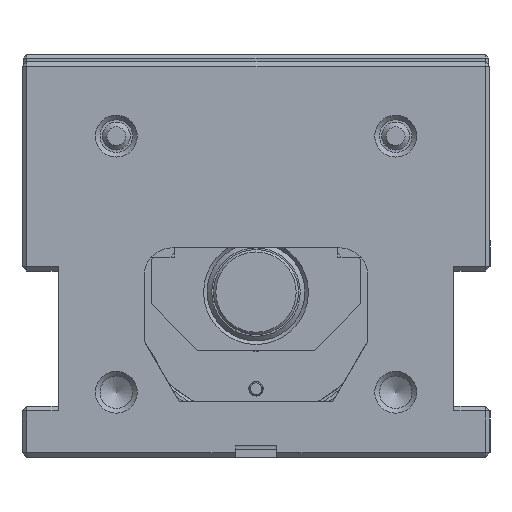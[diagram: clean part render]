
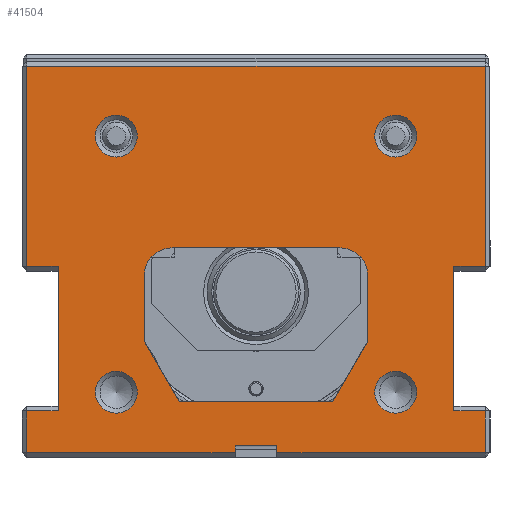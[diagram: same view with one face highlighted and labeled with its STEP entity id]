
A CAD part, left-side view. The second image highlights one B-rep face of the part: STEP entity #41504.
In plain terms, the highlighted planar face has unit normal (-1, 0, 0).
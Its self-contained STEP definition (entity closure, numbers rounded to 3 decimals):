
#1382=FACE_BOUND('',#13534,.T.);
#1383=FACE_BOUND('',#13535,.T.);
#1384=FACE_BOUND('',#13536,.T.);
#1385=FACE_BOUND('',#13537,.T.);
#1386=FACE_BOUND('',#13538,.T.);
#2419=PLANE('',#45024);
#5334=LINE('',#76221,#8389);
#5506=LINE('',#77261,#8561);
#5534=LINE('',#77370,#8589);
#5535=LINE('',#77372,#8590);
#5536=LINE('',#77374,#8591);
#5537=LINE('',#77376,#8592);
#5538=LINE('',#77378,#8593);
#5539=LINE('',#77380,#8594);
#5540=LINE('',#77382,#8595);
#5541=LINE('',#77384,#8596);
#5542=LINE('',#77386,#8597);
#5543=LINE('',#77388,#8598);
#5544=LINE('',#77390,#8599);
#5545=LINE('',#77392,#8600);
#5546=LINE('',#77394,#8601);
#5547=LINE('',#77395,#8602);
#5548=LINE('',#77402,#8603);
#5549=LINE('',#77404,#8604);
#5550=LINE('',#77406,#8605);
#5551=LINE('',#77410,#8606);
#5552=LINE('',#77414,#8607);
#5553=LINE('',#77415,#8608);
#8389=VECTOR('',#53508,10.);
#8561=VECTOR('',#54100,10.);
#8589=VECTOR('',#54202,10.);
#8590=VECTOR('',#54203,10.);
#8591=VECTOR('',#54204,10.);
#8592=VECTOR('',#54205,10.);
#8593=VECTOR('',#54206,10.);
#8594=VECTOR('',#54207,10.);
#8595=VECTOR('',#54208,10.);
#8596=VECTOR('',#54209,10.);
#8597=VECTOR('',#54210,10.);
#8598=VECTOR('',#54211,10.);
#8599=VECTOR('',#54212,10.);
#8600=VECTOR('',#54213,10.);
#8601=VECTOR('',#54214,10.);
#8602=VECTOR('',#54215,10.);
#8603=VECTOR('',#54220,10.);
#8604=VECTOR('',#54221,10.);
#8605=VECTOR('',#54222,10.);
#8606=VECTOR('',#54225,10.);
#8607=VECTOR('',#54228,10.);
#8608=VECTOR('',#54229,10.);
#11196=FACE_OUTER_BOUND('',#13533,.T.);
#13533=EDGE_LOOP('',(#34703,#34704,#34705,#34706,#34707,#34708,#34709,#34710,
#34711,#34712,#34713,#34714,#34715,#34716,#34717,#34718));
#13534=EDGE_LOOP('',(#34719));
#13535=EDGE_LOOP('',(#34720));
#13536=EDGE_LOOP('',(#34721,#34722,#34723,#34724,#34725,#34726,#34727,#34728));
#13537=EDGE_LOOP('',(#34729));
#13538=EDGE_LOOP('',(#34730));
#15469=CIRCLE('',#45021,9.);
#15472=CIRCLE('',#45025,9.);
#15473=CIRCLE('',#45026,9.);
#15474=CIRCLE('',#45027,12.);
#15475=CIRCLE('',#45028,12.);
#15476=CIRCLE('',#45029,9.);
#18848=VERTEX_POINT('',#76218);
#18849=VERTEX_POINT('',#76220);
#19048=VERTEX_POINT('',#77258);
#19084=VERTEX_POINT('',#77361);
#19087=VERTEX_POINT('',#77369);
#19088=VERTEX_POINT('',#77371);
#19089=VERTEX_POINT('',#77373);
#19090=VERTEX_POINT('',#77375);
#19091=VERTEX_POINT('',#77377);
#19092=VERTEX_POINT('',#77379);
#19093=VERTEX_POINT('',#77381);
#19094=VERTEX_POINT('',#77383);
#19095=VERTEX_POINT('',#77385);
#19096=VERTEX_POINT('',#77387);
#19097=VERTEX_POINT('',#77389);
#19098=VERTEX_POINT('',#77391);
#19099=VERTEX_POINT('',#77393);
#19100=VERTEX_POINT('',#77396);
#19101=VERTEX_POINT('',#77398);
#19102=VERTEX_POINT('',#77400);
#19103=VERTEX_POINT('',#77401);
#19104=VERTEX_POINT('',#77403);
#19105=VERTEX_POINT('',#77405);
#19106=VERTEX_POINT('',#77407);
#19107=VERTEX_POINT('',#77409);
#19108=VERTEX_POINT('',#77411);
#19109=VERTEX_POINT('',#77413);
#19110=VERTEX_POINT('',#77416);
#24118=EDGE_CURVE('',#18849,#18848,#5334,.T.);
#24435=EDGE_CURVE('',#18848,#19048,#5506,.T.);
#24482=EDGE_CURVE('',#19084,#19084,#15469,.T.);
#24486=EDGE_CURVE('',#19048,#19087,#5534,.T.);
#24487=EDGE_CURVE('',#19088,#19087,#5535,.T.);
#24488=EDGE_CURVE('',#19089,#19088,#5536,.T.);
#24489=EDGE_CURVE('',#19090,#19089,#5537,.T.);
#24490=EDGE_CURVE('',#19090,#19091,#5538,.T.);
#24491=EDGE_CURVE('',#19092,#19091,#5539,.T.);
#24492=EDGE_CURVE('',#19093,#19092,#5540,.T.);
#24493=EDGE_CURVE('',#19094,#19093,#5541,.T.);
#24494=EDGE_CURVE('',#19095,#19094,#5542,.T.);
#24495=EDGE_CURVE('',#19096,#19095,#5543,.T.);
#24496=EDGE_CURVE('',#19097,#19096,#5544,.T.);
#24497=EDGE_CURVE('',#19098,#19097,#5545,.T.);
#24498=EDGE_CURVE('',#19099,#19098,#5546,.T.);
#24499=EDGE_CURVE('',#18849,#19099,#5547,.T.);
#24500=EDGE_CURVE('',#19100,#19100,#15472,.T.);
#24501=EDGE_CURVE('',#19101,#19101,#15473,.T.);
#24502=EDGE_CURVE('',#19102,#19103,#5548,.T.);
#24503=EDGE_CURVE('',#19103,#19104,#5549,.T.);
#24504=EDGE_CURVE('',#19104,#19105,#5550,.T.);
#24505=EDGE_CURVE('',#19105,#19106,#15474,.T.);
#24506=EDGE_CURVE('',#19106,#19107,#5551,.T.);
#24507=EDGE_CURVE('',#19107,#19108,#15475,.T.);
#24508=EDGE_CURVE('',#19108,#19109,#5552,.T.);
#24509=EDGE_CURVE('',#19109,#19102,#5553,.T.);
#24510=EDGE_CURVE('',#19110,#19110,#15476,.T.);
#34703=ORIENTED_EDGE('',*,*,#24118,.T.);
#34704=ORIENTED_EDGE('',*,*,#24435,.T.);
#34705=ORIENTED_EDGE('',*,*,#24486,.T.);
#34706=ORIENTED_EDGE('',*,*,#24487,.F.);
#34707=ORIENTED_EDGE('',*,*,#24488,.F.);
#34708=ORIENTED_EDGE('',*,*,#24489,.F.);
#34709=ORIENTED_EDGE('',*,*,#24490,.T.);
#34710=ORIENTED_EDGE('',*,*,#24491,.F.);
#34711=ORIENTED_EDGE('',*,*,#24492,.F.);
#34712=ORIENTED_EDGE('',*,*,#24493,.F.);
#34713=ORIENTED_EDGE('',*,*,#24494,.F.);
#34714=ORIENTED_EDGE('',*,*,#24495,.F.);
#34715=ORIENTED_EDGE('',*,*,#24496,.F.);
#34716=ORIENTED_EDGE('',*,*,#24497,.F.);
#34717=ORIENTED_EDGE('',*,*,#24498,.F.);
#34718=ORIENTED_EDGE('',*,*,#24499,.F.);
#34719=ORIENTED_EDGE('',*,*,#24500,.F.);
#34720=ORIENTED_EDGE('',*,*,#24501,.F.);
#34721=ORIENTED_EDGE('',*,*,#24502,.T.);
#34722=ORIENTED_EDGE('',*,*,#24503,.T.);
#34723=ORIENTED_EDGE('',*,*,#24504,.T.);
#34724=ORIENTED_EDGE('',*,*,#24505,.T.);
#34725=ORIENTED_EDGE('',*,*,#24506,.T.);
#34726=ORIENTED_EDGE('',*,*,#24507,.T.);
#34727=ORIENTED_EDGE('',*,*,#24508,.T.);
#34728=ORIENTED_EDGE('',*,*,#24509,.T.);
#34729=ORIENTED_EDGE('',*,*,#24510,.F.);
#34730=ORIENTED_EDGE('',*,*,#24482,.F.);
#41504=ADVANCED_FACE('',(#11196,#1382,#1383,#1384,#1385,#1386),#2419,.F.);
#45021=AXIS2_PLACEMENT_3D('',#77362,#54193,#54194);
#45024=AXIS2_PLACEMENT_3D('',#77368,#54200,#54201);
#45025=AXIS2_PLACEMENT_3D('',#77397,#54216,#54217);
#45026=AXIS2_PLACEMENT_3D('',#77399,#54218,#54219);
#45027=AXIS2_PLACEMENT_3D('',#77408,#54223,#54224);
#45028=AXIS2_PLACEMENT_3D('',#77412,#54226,#54227);
#45029=AXIS2_PLACEMENT_3D('',#77417,#54230,#54231);
#53508=DIRECTION('',(0.,0.,1.));
#54100=DIRECTION('',(0.,-1.,0.));
#54193=DIRECTION('center_axis',(-1.,0.,0.));
#54194=DIRECTION('ref_axis',(0.,0.,-1.));
#54200=DIRECTION('center_axis',(1.,0.,0.));
#54201=DIRECTION('ref_axis',(0.,0.,-1.));
#54202=DIRECTION('',(0.,0.,-1.));
#54203=DIRECTION('',(0.,1.,0.));
#54204=DIRECTION('',(0.,0.,-1.));
#54205=DIRECTION('',(0.,-1.,0.));
#54206=DIRECTION('',(0.,0.,1.));
#54207=DIRECTION('',(0.,1.,0.));
#54208=DIRECTION('',(0.,0.,-1.));
#54209=DIRECTION('',(0.,-1.,0.));
#54210=DIRECTION('',(0.,0.,1.));
#54211=DIRECTION('',(0.,1.,0.));
#54212=DIRECTION('',(0.,0.,1.));
#54213=DIRECTION('',(0.,-1.,0.));
#54214=DIRECTION('',(0.,0.,1.));
#54215=DIRECTION('',(0.,1.,0.));
#54216=DIRECTION('center_axis',(-1.,0.,0.));
#54217=DIRECTION('ref_axis',(0.,0.,-1.));
#54218=DIRECTION('center_axis',(-1.,0.,0.));
#54219=DIRECTION('ref_axis',(0.,0.,-1.));
#54220=DIRECTION('',(0.,1.,0.));
#54221=DIRECTION('',(0.,0.5,0.866));
#54222=DIRECTION('',(0.,0.,1.));
#54223=DIRECTION('center_axis',(1.,0.,0.));
#54224=DIRECTION('ref_axis',(0.,0.,1.));
#54225=DIRECTION('',(0.,-1.,0.));
#54226=DIRECTION('center_axis',(1.,0.,0.));
#54227=DIRECTION('ref_axis',(0.,0.,1.));
#54228=DIRECTION('',(0.,0.,-1.));
#54229=DIRECTION('',(0.,0.5,-0.866));
#54230=DIRECTION('center_axis',(-1.,0.,0.));
#54231=DIRECTION('ref_axis',(0.,0.,-1.));
#76218=CARTESIAN_POINT('',(-90.,9.,-105.));
#76220=CARTESIAN_POINT('',(-90.,9.,-108.));
#76221=CARTESIAN_POINT('',(-90.,9.,-67.5));
#77258=CARTESIAN_POINT('',(-90.,-9.,-105.));
#77261=CARTESIAN_POINT('',(-90.,-27.375,-105.));
#77361=CARTESIAN_POINT('',(-90.,60.,-73.));
#77362=CARTESIAN_POINT('Origin',(-90.,60.,-82.));
#77368=CARTESIAN_POINT('Origin',(-90.,-50.25,-25.));
#77369=CARTESIAN_POINT('',(-90.,-9.,-108.));
#77370=CARTESIAN_POINT('',(-90.,-9.,-67.5));
#77371=CARTESIAN_POINT('',(-90.,-98.5,-108.));
#77372=CARTESIAN_POINT('',(-90.,-25.125,-108.));
#77373=CARTESIAN_POINT('',(-90.,-98.5,-90.));
#77374=CARTESIAN_POINT('',(-90.,-98.5,-67.5));
#77375=CARTESIAN_POINT('',(-90.,-85.,-90.));
#77376=CARTESIAN_POINT('',(-90.,-75.375,-90.));
#77377=CARTESIAN_POINT('',(-90.,-85.,-28.));
#77378=CARTESIAN_POINT('',(-90.,-85.,-56.5));
#77379=CARTESIAN_POINT('',(-90.,-98.5,-28.));
#77380=CARTESIAN_POINT('',(-90.,-67.625,-28.));
#77381=CARTESIAN_POINT('',(-90.,-98.5,58.));
#77382=CARTESIAN_POINT('',(-90.,-98.5,-27.5));
#77383=CARTESIAN_POINT('',(-90.,98.5,58.));
#77384=CARTESIAN_POINT('',(-90.,-25.125,58.));
#77385=CARTESIAN_POINT('',(-90.,98.5,-28.));
#77386=CARTESIAN_POINT('',(-90.,98.5,-27.5));
#77387=CARTESIAN_POINT('',(-90.,85.,-28.));
#77388=CARTESIAN_POINT('',(-90.,17.375,-28.));
#77389=CARTESIAN_POINT('',(-90.,85.,-90.));
#77390=CARTESIAN_POINT('',(-90.,85.,-56.5));
#77391=CARTESIAN_POINT('',(-90.,98.5,-90.));
#77392=CARTESIAN_POINT('',(-90.,25.125,-90.));
#77393=CARTESIAN_POINT('',(-90.,98.5,-108.));
#77394=CARTESIAN_POINT('',(-90.,98.5,-67.5));
#77395=CARTESIAN_POINT('',(-90.,-25.125,-108.));
#77396=CARTESIAN_POINT('',(-90.,60.,37.));
#77397=CARTESIAN_POINT('Origin',(-90.,60.,28.));
#77398=CARTESIAN_POINT('',(-90.,-60.,37.));
#77399=CARTESIAN_POINT('Origin',(-90.,-60.,28.));
#77400=CARTESIAN_POINT('',(-90.,-32.989,-86.));
#77401=CARTESIAN_POINT('',(-90.,32.989,-86.));
#77402=CARTESIAN_POINT('',(-90.,-41.619,-86.));
#77403=CARTESIAN_POINT('',(-90.,48.,-60.));
#77404=CARTESIAN_POINT('',(-90.,43.296,-68.147));
#77405=CARTESIAN_POINT('',(-90.,48.,-32.));
#77406=CARTESIAN_POINT('',(-90.,48.,-28.5));
#77407=CARTESIAN_POINT('',(-90.,36.,-20.));
#77408=CARTESIAN_POINT('Origin',(-90.,36.,-32.));
#77409=CARTESIAN_POINT('',(-90.,-36.,-20.));
#77410=CARTESIAN_POINT('',(-90.,-25.125,-20.));
#77411=CARTESIAN_POINT('',(-90.,-48.,-32.));
#77412=CARTESIAN_POINT('Origin',(-90.,-36.,-32.));
#77413=CARTESIAN_POINT('',(-90.,-48.,-60.));
#77414=CARTESIAN_POINT('',(-90.,-48.,-28.5));
#77415=CARTESIAN_POINT('',(-90.,-55.859,-46.388));
#77416=CARTESIAN_POINT('',(-90.,-60.,-73.));
#77417=CARTESIAN_POINT('Origin',(-90.,-60.,-82.));
